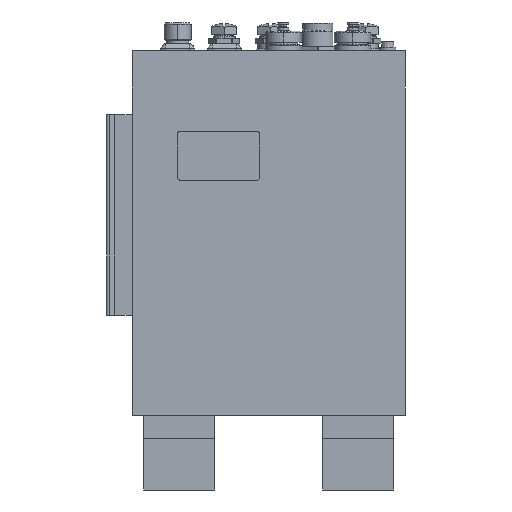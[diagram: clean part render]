
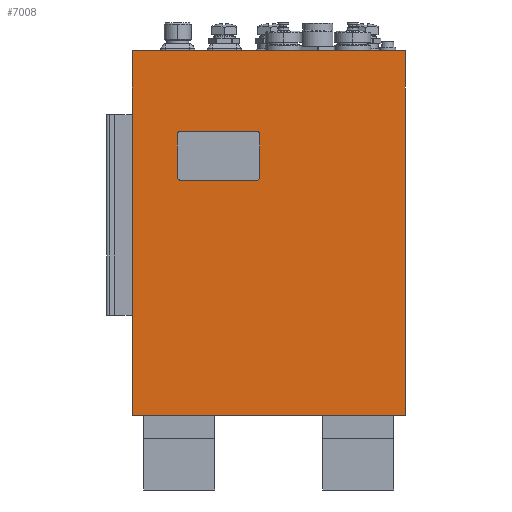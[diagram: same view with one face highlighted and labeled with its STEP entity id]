
A CAD part, front view. The second image highlights one B-rep face of the part: STEP entity #7008.
In plain terms, the highlighted planar face has unit normal (0, -1, 0).
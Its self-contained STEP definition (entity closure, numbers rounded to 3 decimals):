
#4886 = VERTEX_POINT( '', #14205 );
#5218 = VERTEX_POINT( '', #14570 );
#5236 = VERTEX_POINT( '', #14589 );
#5490 = EDGE_CURVE( '', #7408, #5236, #14873, .T. );
#5704 = VERTEX_POINT( '', #15106 );
#6120 = VERTEX_POINT( '', #15573 );
#6490 = EDGE_CURVE( '', #10432, #4886, #15988, .T. );
#6860 = EDGE_CURVE( '', #6936, #13520, #16399, .T. );
#6936 = VERTEX_POINT( '', #16487 );
#7008 = ADVANCED_FACE( '', ( #16565, #16566 ), #16567, .F. );
#7408 = VERTEX_POINT( '', #17017 );
#8042 = EDGE_CURVE( '', #6120, #5704, #17734, .T. );
#8688 = VERTEX_POINT( '', #18444 );
#9028 = VERTEX_POINT( '', #18831 );
#9232 = VERTEX_POINT( '', #19059 );
#10226 = EDGE_CURVE( '', #9028, #7408, #20163, .T. );
#10432 = VERTEX_POINT( '', #20395 );
#10974 = EDGE_CURVE( '', #5236, #10432, #21028, .T. );
#12140 = EDGE_CURVE( '', #5218, #6936, #22303, .T. );
#12164 = EDGE_CURVE( '', #9232, #6120, #22329, .T. );
#12178 = EDGE_CURVE( '', #4886, #9232, #22346, .T. );
#12474 = EDGE_CURVE( '', #13520, #8688, #22680, .T. );
#13292 = EDGE_CURVE( '', #5704, #9028, #23606, .T. );
#13520 = VERTEX_POINT( '', #23858 );
#13560 = EDGE_CURVE( '', #8688, #5218, #23901, .T. );
#14205 = CARTESIAN_POINT( '', ( -50.1, -30., 131. ) );
#14570 = CARTESIAN_POINT( '', ( -75., -30., 200. ) );
#14589 = CARTESIAN_POINT( '', ( -6.9, -30., 129. ) );
#14873 = CIRCLE( '', #25586, 2. );
#15106 = CARTESIAN_POINT( '', ( -6.9, -30., 156. ) );
#15573 = CARTESIAN_POINT( '', ( -48.1, -30., 156. ) );
#15988 = CIRCLE( '', #27090, 2. );
#16399 = LINE( '', #27638, #27639 );
#16487 = CARTESIAN_POINT( '', ( 75., -30., 200. ) );
#16565 = FACE_BOUND( '', #27878, .T. );
#16566 = FACE_OUTER_BOUND( '', #27879, .T. );
#16567 = PLANE( '', #27880 );
#17017 = CARTESIAN_POINT( '', ( -4.9, -30., 131. ) );
#17734 = LINE( '', #29478, #29479 );
#18444 = CARTESIAN_POINT( '', ( -75., -30., 0. ) );
#18831 = CARTESIAN_POINT( '', ( -4.9, -30., 154. ) );
#19059 = CARTESIAN_POINT( '', ( -50.1, -30., 154. ) );
#20163 = LINE( '', #32693, #32694 );
#20395 = CARTESIAN_POINT( '', ( -48.1, -30., 129. ) );
#21028 = LINE( '', #33837, #33838 );
#22303 = LINE( '', #35582, #35583 );
#22329 = CIRCLE( '', #35621, 2. );
#22346 = LINE( '', #35641, #35642 );
#22680 = LINE( '', #36090, #36091 );
#23606 = CIRCLE( '', #37335, 2. );
#23858 = CARTESIAN_POINT( '', ( 75., -30., 0. ) );
#23901 = LINE( '', #37728, #37729 );
#25586 = AXIS2_PLACEMENT_3D( '', #39371, #39372, #39373 );
#27090 = AXIS2_PLACEMENT_3D( '', #40740, #40741, #40742 );
#27638 = CARTESIAN_POINT( '', ( 75., -30., 200. ) );
#27639 = VECTOR( '', #41254, 1. );
#27878 = EDGE_LOOP( '', ( #41454, #41455, #41456, #41457, #41458, #41459, #41460, #41461 ) );
#27879 = EDGE_LOOP( '', ( #41462, #41463, #41464, #41465 ) );
#27880 = AXIS2_PLACEMENT_3D( '', #41466, #41467, #41468 );
#29478 = CARTESIAN_POINT( '', ( -3.45, -30., 156. ) );
#29479 = VECTOR( '', #42858, 1. );
#32693 = CARTESIAN_POINT( '', ( -4.9, -30., 65.5 ) );
#32694 = VECTOR( '', #45692, 1. );
#33837 = CARTESIAN_POINT( '', ( -24.05, -30., 129. ) );
#33838 = VECTOR( '', #46767, 1. );
#35582 = CARTESIAN_POINT( '', ( -75., -30., 200. ) );
#35583 = VECTOR( '', #48194, 1. );
#35621 = AXIS2_PLACEMENT_3D( '', #48229, #48230, #48231 );
#35641 = CARTESIAN_POINT( '', ( -50.1, -30., 77. ) );
#35642 = VECTOR( '', #48262, 1. );
#36090 = CARTESIAN_POINT( '', ( 75., -30., 0. ) );
#36091 = VECTOR( '', #48733, 1. );
#37335 = AXIS2_PLACEMENT_3D( '', #49951, #49952, #49953 );
#37728 = CARTESIAN_POINT( '', ( -75., -30., 0. ) );
#37729 = VECTOR( '', #50303, 1. );
#39371 = CARTESIAN_POINT( '', ( -6.9, -30., 131. ) );
#39372 = DIRECTION( '', ( 0., 1., 0. ) );
#39373 = DIRECTION( '', ( 1., 0., 0. ) );
#40740 = CARTESIAN_POINT( '', ( -48.1, -30., 131. ) );
#40741 = DIRECTION( '', ( 0., 1., 0. ) );
#40742 = DIRECTION( '', ( 0., 0., -1. ) );
#41254 = DIRECTION( '', ( 0., 0., -1. ) );
#41454 = ORIENTED_EDGE( '', *, *, #6490, .T. );
#41455 = ORIENTED_EDGE( '', *, *, #12178, .T. );
#41456 = ORIENTED_EDGE( '', *, *, #12164, .T. );
#41457 = ORIENTED_EDGE( '', *, *, #8042, .T. );
#41458 = ORIENTED_EDGE( '', *, *, #13292, .T. );
#41459 = ORIENTED_EDGE( '', *, *, #10226, .T. );
#41460 = ORIENTED_EDGE( '', *, *, #5490, .T. );
#41461 = ORIENTED_EDGE( '', *, *, #10974, .T. );
#41462 = ORIENTED_EDGE( '', *, *, #12140, .F. );
#41463 = ORIENTED_EDGE( '', *, *, #13560, .F. );
#41464 = ORIENTED_EDGE( '', *, *, #12474, .F. );
#41465 = ORIENTED_EDGE( '', *, *, #6860, .F. );
#41466 = CARTESIAN_POINT( '', ( 0., -30., 0. ) );
#41467 = DIRECTION( '', ( 0., 1., 0. ) );
#41468 = DIRECTION( '', ( 0., 0., 1. ) );
#42858 = DIRECTION( '', ( 1., 0., 0. ) );
#45692 = DIRECTION( '', ( 0., 0., -1. ) );
#46767 = DIRECTION( '', ( -1., 0., 0. ) );
#48194 = DIRECTION( '', ( 1., 0., 0. ) );
#48229 = CARTESIAN_POINT( '', ( -48.1, -30., 154. ) );
#48230 = DIRECTION( '', ( 0., 1., 0. ) );
#48231 = DIRECTION( '', ( -1., 0., 0. ) );
#48262 = DIRECTION( '', ( 0., 0., 1. ) );
#48733 = DIRECTION( '', ( -1., 0., 0. ) );
#49951 = CARTESIAN_POINT( '', ( -6.9, -30., 154. ) );
#49952 = DIRECTION( '', ( 0., 1., 0. ) );
#49953 = DIRECTION( '', ( 0., 0., 1. ) );
#50303 = DIRECTION( '', ( 0., 0., 1. ) );
